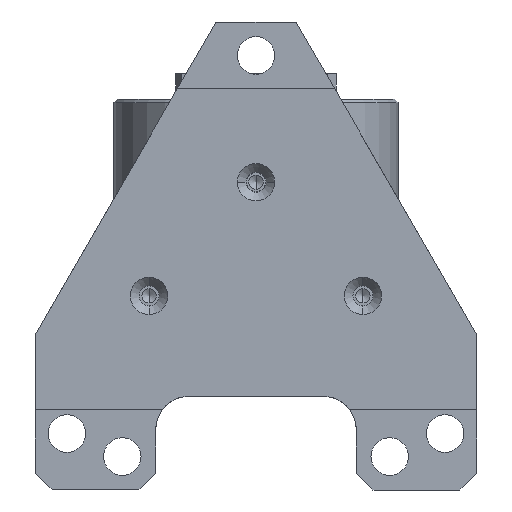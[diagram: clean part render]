
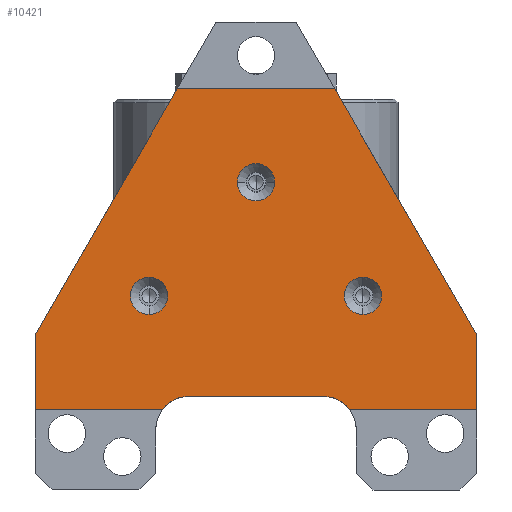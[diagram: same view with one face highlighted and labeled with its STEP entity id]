
A CAD part, front view. The second image highlights one B-rep face of the part: STEP entity #10421.
In plain terms, the highlighted face is planar.
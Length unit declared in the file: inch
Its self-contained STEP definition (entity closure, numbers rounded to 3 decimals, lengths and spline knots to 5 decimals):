
#2127 = ORIENTED_EDGE ( 'NONE', *, *, #9405, .F. ) ;
#2128 = ORIENTED_EDGE ( 'NONE', *, *, #9828, .T. ) ;
#2129 = ORIENTED_EDGE ( 'NONE', *, *, #9826, .T. ) ;
#2130 = ORIENTED_EDGE ( 'NONE', *, *, #9808, .T. ) ;
#2131 = ORIENTED_EDGE ( 'NONE', *, *, #9782, .F. ) ;
#2132 = ORIENTED_EDGE ( 'NONE', *, *, #9807, .T. ) ;
#2133 = ORIENTED_EDGE ( 'NONE', *, *, #9805, .T. ) ;
#2134 = ORIENTED_EDGE ( 'NONE', *, *, #9803, .T. ) ;
#2136 = ORIENTED_EDGE ( 'NONE', *, *, #9352, .F. ) ;
#2137 = ORIENTED_EDGE ( 'NONE', *, *, #9880, .F. ) ;
#2138 = ORIENTED_EDGE ( 'NONE', *, *, #9787, .F. ) ;
#2139 = ORIENTED_EDGE ( 'NONE', *, *, #9788, .F. ) ;
#2140 = ORIENTED_EDGE ( 'NONE', *, *, #9791, .F. ) ;
#2141 = ORIENTED_EDGE ( 'NONE', *, *, #9842, .F. ) ;
#2142 = ORIENTED_EDGE ( 'NONE', *, *, #9393, .F. ) ;
#2144 = ORIENTED_EDGE ( 'NONE', *, *, #9804, .T. ) ;
#3333 = DIRECTION ( 'NONE',  ( 0., 0., -1. ) ) ;
#3336 = FACE_OUTER_BOUND ( 'NONE', #7955, .T. ) ;
#3337 = CARTESIAN_POINT ( 'NONE',  ( -1.65, -0.498, 0.3 ) ) ;
#3338 = FACE_BOUND ( 'NONE', #9183, .T. ) ;
#3340 = FACE_BOUND ( 'NONE', #7941, .T. ) ;
#3341 = FACE_BOUND ( 'NONE', #7939, .T. ) ;
#3342 = PLANE ( 'NONE',  #6392 ) ;
#3343 = DIRECTION ( 'NONE',  ( -1., 0., 0. ) ) ;
#3986 = CARTESIAN_POINT ( 'NONE',  ( -0.8, 1.05, 0.3 ) ) ;
#3987 = DIRECTION ( 'NONE',  ( 0., 0., 1. ) ) ;
#3988 = DIRECTION ( 'NONE',  ( 0., -1., 0. ) ) ;
#4110 = LINE ( 'NONE', #4119, #8401 ) ;
#4119 = CARTESIAN_POINT ( 'NONE',  ( -1.65, 1.902, 0.3 ) ) ;
#4120 = DIRECTION ( 'NONE',  ( 1., 0., 0. ) ) ;
#4147 = CARTESIAN_POINT ( 'NONE',  ( -1.65, -0.498, 0.3 ) ) ;
#4153 = LINE ( 'NONE', #4147, #8505 ) ;
#4157 = DIRECTION ( 'NONE',  ( -1., 0., 0. ) ) ;
#5660 = CARTESIAN_POINT ( 'NONE',  ( 0.7, 1.902, 0.3 ) ) ;
#5702 = CARTESIAN_POINT ( 'NONE',  ( -0.5, 1.802, 0.3 ) ) ;
#5729 = CARTESIAN_POINT ( 'NONE',  ( 0.5, 1.802, 0.3 ) ) ;
#5734 = CARTESIAN_POINT ( 'NONE',  ( -1.65, 1.34027, 0.3 ) ) ;
#5737 = CARTESIAN_POINT ( 'NONE',  ( 0.8, 1.1895, 0.3 ) ) ;
#5738 = CARTESIAN_POINT ( 'NONE',  ( 1.65, 1.902, 0.3 ) ) ;
#5739 = CARTESIAN_POINT ( 'NONE',  ( -0.7, 1.902, 0.3 ) ) ;
#5742 = CARTESIAN_POINT ( 'NONE',  ( 1.65, 1.34027, 0.3 ) ) ;
#5743 = CARTESIAN_POINT ( 'NONE',  ( -1.65, 1.902, 0.3 ) ) ;
#5744 = CARTESIAN_POINT ( 'NONE',  ( -0.58868, -0.498, 0.3 ) ) ;
#5745 = CARTESIAN_POINT ( 'NONE',  ( 0.58868, -0.498, 0.3 ) ) ;
#5746 = CARTESIAN_POINT ( 'NONE',  ( 0.1395, 0.2, 0.3 ) ) ;
#5747 = CARTESIAN_POINT ( 'NONE',  ( -0.8, 0.9105, 0.3 ) ) ;
#5748 = CARTESIAN_POINT ( 'NONE',  ( 0.8, 0.9105, 0.3 ) ) ;
#5752 = CARTESIAN_POINT ( 'NONE',  ( -0.8, 1.1895, 0.3 ) ) ;
#6392 = AXIS2_PLACEMENT_3D ( 'NONE', #3337, #3333, #3343 ) ;
#7356 = LINE ( 'NONE', #7357, #8513 ) ;
#7357 = CARTESIAN_POINT ( 'NONE',  ( -1.65, 1.902, 0.3 ) ) ;
#7358 = DIRECTION ( 'NONE',  ( 1., 0., 0. ) ) ;
#7372 = CARTESIAN_POINT ( 'NONE',  ( 0., 0.2, 0.3 ) ) ;
#7373 = DIRECTION ( 'NONE',  ( 0., 0., 1. ) ) ;
#7374 = DIRECTION ( 'NONE',  ( 1., 0., 0. ) ) ;
#7377 = CARTESIAN_POINT ( 'NONE',  ( 0.8, 1.05, 0.3 ) ) ;
#7378 = DIRECTION ( 'NONE',  ( 0., 0., 1. ) ) ;
#7379 = DIRECTION ( 'NONE',  ( 0., -1., 0. ) ) ;
#7386 = CARTESIAN_POINT ( 'NONE',  ( 0.8, 1.05, 0.3 ) ) ;
#7387 = DIRECTION ( 'NONE',  ( 0., 0., 1. ) ) ;
#7388 = DIRECTION ( 'NONE',  ( 0., -1., 0. ) ) ;
#7424 = CARTESIAN_POINT ( 'NONE',  ( -1.65, 2.502, 0.3 ) ) ;
#7425 = CARTESIAN_POINT ( 'NONE',  ( 1.65, 1.34027, 0.3 ) ) ;
#7426 = LINE ( 'NONE', #7425, #8108 ) ;
#7427 = LINE ( 'NONE', #7424, #8227 ) ;
#7428 = CARTESIAN_POINT ( 'NONE',  ( -0.5, 2.052, 0.3 ) ) ;
#7429 = DIRECTION ( 'NONE',  ( 0., 0., -1. ) ) ;
#7430 = DIRECTION ( 'NONE',  ( 1., 0., 0. ) ) ;
#7431 = DIRECTION ( 'NONE',  ( 0., -1., 0. ) ) ;
#7432 = LINE ( 'NONE', #7433, #8238 ) ;
#7433 = CARTESIAN_POINT ( 'NONE',  ( -0.75, 1.802, 0.3 ) ) ;
#7434 = DIRECTION ( 'NONE',  ( -1., 0., 0. ) ) ;
#7439 = CARTESIAN_POINT ( 'NONE',  ( 0.5, 2.052, 0.3 ) ) ;
#7440 = DIRECTION ( 'NONE',  ( 0., 0., -1. ) ) ;
#7441 = DIRECTION ( 'NONE',  ( 1., 0., 0. ) ) ;
#7442 = DIRECTION ( 'NONE',  ( 0., 1., 0. ) ) ;
#7538 = LINE ( 'NONE', #7539, #8370 ) ;
#7539 = CARTESIAN_POINT ( 'NONE',  ( 1.65, 1.34027, 0.3 ) ) ;
#7540 = DIRECTION ( 'NONE',  ( 0.5, 0.866, 0. ) ) ;
#7543 = LINE ( 'NONE', #7544, #8273 ) ;
#7544 = CARTESIAN_POINT ( 'NONE',  ( -0.3, -0.998, 0.3 ) ) ;
#7545 = DIRECTION ( 'NONE',  ( 0.5, -0.866, 0. ) ) ;
#7581 = CARTESIAN_POINT ( 'NONE',  ( -0.8, 1.05, 0.3 ) ) ;
#7582 = DIRECTION ( 'NONE',  ( 0., 0., 1. ) ) ;
#7583 = DIRECTION ( 'NONE',  ( 0., -1., 0. ) ) ;
#7678 = CARTESIAN_POINT ( 'NONE',  ( 0., 0.2, 0.3 ) ) ;
#7679 = DIRECTION ( 'NONE',  ( 0., 0., 1. ) ) ;
#7680 = DIRECTION ( 'NONE',  ( 1., 0., 0. ) ) ;
#7721 = CARTESIAN_POINT ( 'NONE',  ( -0.1395, 0.2, 0.3 ) ) ;
#7939 = EDGE_LOOP ( 'NONE', ( #2138, #2137 ) ) ;
#7941 = EDGE_LOOP ( 'NONE', ( #2140, #2139 ) ) ;
#7955 = EDGE_LOOP ( 'NONE', ( #2144, #2128, #2127, #2129, #2130, #2131, #2132, #2133, #2134, #2142 ) ) ;
#8108 = VECTOR ( 'NONE', #7442, 39.37008 ) ;
#8227 = VECTOR ( 'NONE', #7431, 39.37008 ) ;
#8231 = AXIS2_PLACEMENT_3D ( 'NONE', #7428, #7429, #7430 ) ;
#8233 = CIRCLE ( 'NONE', #8231, 0.25 ) ;
#8237 = CIRCLE ( 'NONE', #8272, 0.25 ) ;
#8238 = VECTOR ( 'NONE', #7434, 39.37008 ) ;
#8272 = AXIS2_PLACEMENT_3D ( 'NONE', #7439, #7440, #7441 ) ;
#8273 = VECTOR ( 'NONE', #7545, 39.37008 ) ;
#8280 = CIRCLE ( 'NONE', #8283, 0.1395 ) ;
#8283 = AXIS2_PLACEMENT_3D ( 'NONE', #7581, #7582, #7583 ) ;
#8306 = CIRCLE ( 'NONE', #8308, 0.1395 ) ;
#8308 = AXIS2_PLACEMENT_3D ( 'NONE', #7678, #7679, #7680 ) ;
#8370 = VECTOR ( 'NONE', #7540, 39.37008 ) ;
#8401 = VECTOR ( 'NONE', #4120, 39.37008 ) ;
#8402 = AXIS2_PLACEMENT_3D ( 'NONE', #7386, #7387, #7388 ) ;
#8409 = CIRCLE ( 'NONE', #8402, 0.1395 ) ;
#8410 = CIRCLE ( 'NONE', #8412, 0.1395 ) ;
#8411 = CIRCLE ( 'NONE', #8414, 0.1395 ) ;
#8412 = AXIS2_PLACEMENT_3D ( 'NONE', #7372, #7373, #7374 ) ;
#8414 = AXIS2_PLACEMENT_3D ( 'NONE', #7377, #7378, #7379 ) ;
#8505 = VECTOR ( 'NONE', #4157, 39.37008 ) ;
#8513 = VECTOR ( 'NONE', #7358, 39.37008 ) ;
#8780 = CIRCLE ( 'NONE', #8786, 0.1395 ) ;
#8786 = AXIS2_PLACEMENT_3D ( 'NONE', #3986, #3987, #3988 ) ;
#9183 = EDGE_LOOP ( 'NONE', ( #2141, #2136 ) ) ;
#9352 = EDGE_CURVE ( 'NONE', #11063, #11058, #8780, .T. ) ;
#9393 = EDGE_CURVE ( 'NONE', #11054, #11050, #4110, .T. ) ;
#9405 = EDGE_CURVE ( 'NONE', #11056, #11055, #4153, .T. ) ;
#9782 = EDGE_CURVE ( 'NONE', #10971, #11049, #7356, .T. ) ;
#9787 = EDGE_CURVE ( 'NONE', #11057, #9942, #8410, .T. ) ;
#9788 = EDGE_CURVE ( 'NONE', #11048, #11059, #8411, .T. ) ;
#9791 = EDGE_CURVE ( 'NONE', #11059, #11048, #8409, .T. ) ;
#9803 = EDGE_CURVE ( 'NONE', #11013, #11050, #8233, .T. ) ;
#9804 = EDGE_CURVE ( 'NONE', #11054, #11045, #7427, .T. ) ;
#9805 = EDGE_CURVE ( 'NONE', #11040, #11013, #7432, .T. ) ;
#9807 = EDGE_CURVE ( 'NONE', #10971, #11040, #8237, .T. ) ;
#9808 = EDGE_CURVE ( 'NONE', #11053, #11049, #7426, .T. ) ;
#9826 = EDGE_CURVE ( 'NONE', #11056, #11053, #7538, .T. ) ;
#9828 = EDGE_CURVE ( 'NONE', #11045, #11055, #7543, .T. ) ;
#9842 = EDGE_CURVE ( 'NONE', #11058, #11063, #8280, .T. ) ;
#9880 = EDGE_CURVE ( 'NONE', #9942, #11057, #8306, .T. ) ;
#9942 = VERTEX_POINT ( 'NONE', #7721 ) ;
#10421 = ADVANCED_FACE ( 'NONE', ( #3336, #3338, #3340, #3341 ), #3342, .F. ) ;
#10971 = VERTEX_POINT ( 'NONE', #5660 ) ;
#11013 = VERTEX_POINT ( 'NONE', #5702 ) ;
#11040 = VERTEX_POINT ( 'NONE', #5729 ) ;
#11045 = VERTEX_POINT ( 'NONE', #5734 ) ;
#11048 = VERTEX_POINT ( 'NONE', #5737 ) ;
#11049 = VERTEX_POINT ( 'NONE', #5738 ) ;
#11050 = VERTEX_POINT ( 'NONE', #5739 ) ;
#11053 = VERTEX_POINT ( 'NONE', #5742 ) ;
#11054 = VERTEX_POINT ( 'NONE', #5743 ) ;
#11055 = VERTEX_POINT ( 'NONE', #5744 ) ;
#11056 = VERTEX_POINT ( 'NONE', #5745 ) ;
#11057 = VERTEX_POINT ( 'NONE', #5746 ) ;
#11058 = VERTEX_POINT ( 'NONE', #5747 ) ;
#11059 = VERTEX_POINT ( 'NONE', #5748 ) ;
#11063 = VERTEX_POINT ( 'NONE', #5752 ) ;
